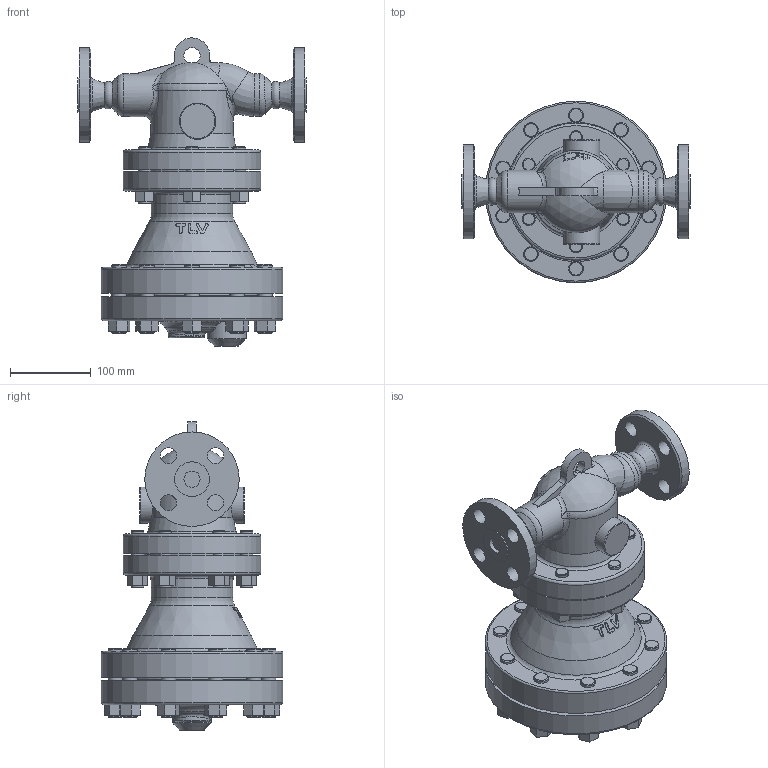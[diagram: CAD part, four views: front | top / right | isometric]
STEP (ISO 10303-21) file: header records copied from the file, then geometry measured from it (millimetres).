
FILE_DESCRIPTION((''),'2;1');
FILE_NAME('dc3ah-020-a0300-00.stp','2014-02-14T12:55:56',('akifuji'),(''),'Autodesk Inventor 2012','Autodesk Inventor 2012','');
FILE_SCHEMA(('AUTOMOTIVE_DESIGN { 1 0 10303 214 1 1 1 1 }'));
Length unit declared in the file: millimetre
Products named in the file (1): dc3ah-020-a0300-00
Bounding box: 283 x 225 x 382 mm (x, y, z)
Volume: 6483027.8 mm3; surface area: 398233.4 mm2
Topology: 1 solids, 2 shells, 391 faces, 961 edges, 623 vertices
Faces by surface type: plane 200, cylinder 92, cone 46, torus 25, bspline 23, revolution 3, sphere 2
Full cylindrical faces by diameter (mm): 16 x18, 18 x30, 20 x10, 22.2 x2, 42.9 x2, 45 x3, 48 x1, 53 x1, 100.952 x1, 102 x1, 117 x2, 118 x1, 162.5 x1, 170 x3, 225 x2
Entity records: 12457 total; most frequent: CARTESIAN_POINT 3991, DIRECTION 1703, ORIENTED_EDGE 1548, EDGE_CURVE 774, AXIS2_PLACEMENT_3D 684, EDGE_LOOP 631, VERTEX_POINT 577, FACE_OUTER_BOUND 391
